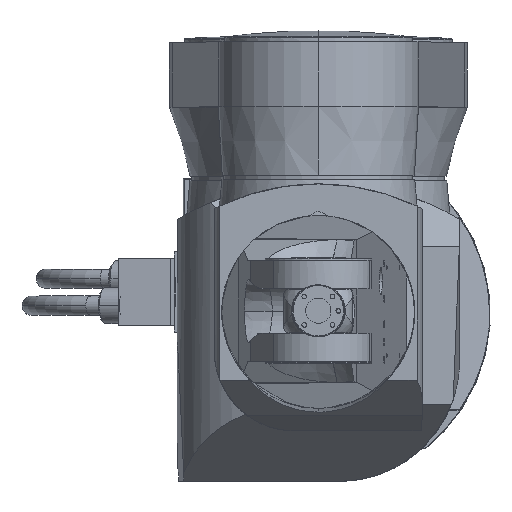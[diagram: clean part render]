
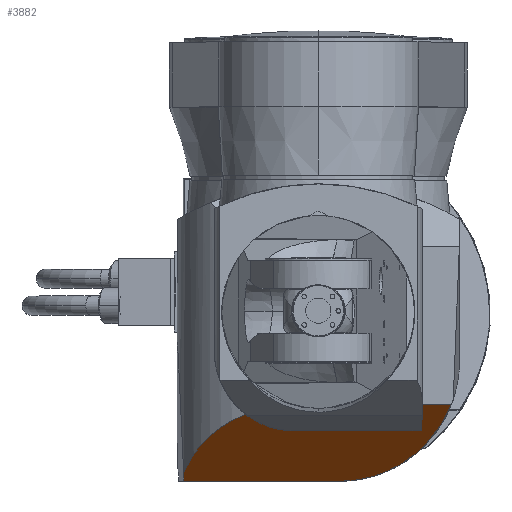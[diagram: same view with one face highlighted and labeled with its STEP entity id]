
A CAD part, top view. The second image highlights one B-rep face of the part: STEP entity #3882.
In plain terms, the highlighted planar face has unit normal (0, -0.766, 0.643).
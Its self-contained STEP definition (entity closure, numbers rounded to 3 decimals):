
#3842=AXIS2_PLACEMENT_3D('Plane Axis2P3D',#3839,#3840,#3841) ;
#3623=CARTESIAN_POINT('Vertex',(-26.25,-114.239,175.)) ;
#3626=CARTESIAN_POINT('Line Origine',(69.925,-114.239,175.)) ;
#3630=CARTESIAN_POINT('Vertex',(166.1,-114.239,175.)) ;
#3792=CARTESIAN_POINT('Vertex',(-168.179,-199.374,73.54)) ;
#3796=CARTESIAN_POINT('Control Point',(-168.179,-199.374,73.54)) ;
#3797=CARTESIAN_POINT('Control Point',(-164.844,-191.191,83.292)) ;
#3798=CARTESIAN_POINT('Control Point',(-160.657,-183.213,92.799)) ;
#3799=CARTESIAN_POINT('Control Point',(-155.629,-175.508,101.982)) ;
#3800=CARTESIAN_POINT('Control Point',(-143.934,-160.808,119.501)) ;
#3801=CARTESIAN_POINT('Control Point',(-129.144,-147.863,134.929)) ;
#3802=CARTESIAN_POINT('Control Point',(-121.021,-141.912,142.02)) ;
#3803=CARTESIAN_POINT('Control Point',(-99.454,-128.793,157.656)) ;
#3804=CARTESIAN_POINT('Control Point',(-74.441,-119.762,168.418)) ;
#3805=CARTESIAN_POINT('Control Point',(-58.701,-116.08,172.806)) ;
#3806=CARTESIAN_POINT('Control Point',(-42.475,-114.239,175.)) ;
#3807=CARTESIAN_POINT('Control Point',(-26.25,-114.239,175.)) ;
#3839=CARTESIAN_POINT('Axis2P3D Location',(-200.,-33.008,271.808)) ;
#3844=CARTESIAN_POINT('Line Origine',(-168.179,-204.687,67.208)) ;
#3848=CARTESIAN_POINT('Vertex',(-168.179,-210.,60.877)) ;
#3851=CARTESIAN_POINT('Line Origine',(-70.965,-210.,60.877)) ;
#3855=CARTESIAN_POINT('Vertex',(26.25,-210.,60.877)) ;
#3859=CARTESIAN_POINT('Control Point',(166.1,-114.239,175.)) ;
#3860=CARTESIAN_POINT('Control Point',(161.859,-125.175,161.967)) ;
#3861=CARTESIAN_POINT('Control Point',(156.514,-135.787,149.32)) ;
#3862=CARTESIAN_POINT('Control Point',(150.069,-145.955,137.202)) ;
#3863=CARTESIAN_POINT('Control Point',(136.212,-163.593,116.182)) ;
#3864=CARTESIAN_POINT('Control Point',(118.88,-178.685,98.197)) ;
#3865=CARTESIAN_POINT('Control Point',(110.266,-184.955,90.724)) ;
#3866=CARTESIAN_POINT('Control Point',(91.929,-195.928,77.647)) ;
#3867=CARTESIAN_POINT('Control Point',(71.51,-203.624,68.475)) ;
#3868=CARTESIAN_POINT('Control Point',(60.971,-206.543,64.997)) ;
#3869=CARTESIAN_POINT('Control Point',(47.596,-208.949,62.129)) ;
#3870=CARTESIAN_POINT('Control Point',(34.047,-209.831,61.078)) ;
#3871=CARTESIAN_POINT('Control Point',(31.448,-209.944,60.944)) ;
#3872=CARTESIAN_POINT('Control Point',(28.849,-210.,60.877)) ;
#3873=CARTESIAN_POINT('Control Point',(26.25,-210.,60.877)) ;
#3627=DIRECTION('Vector Direction',(1.,0.,0.)) ;
#3840=DIRECTION('Axis2P3D Direction',(0.,-0.766,0.643)) ;
#3841=DIRECTION('Axis2P3D XDirection',(-1.,0.,0.)) ;
#3845=DIRECTION('Vector Direction',(0.,-0.643,-0.766)) ;
#3852=DIRECTION('Vector Direction',(1.,0.,0.)) ;
#3628=VECTOR('Line Direction',#3627,1.) ;
#3846=VECTOR('Line Direction',#3845,1.) ;
#3853=VECTOR('Line Direction',#3852,1.) ;
#3876=ORIENTED_EDGE('',*,*,#3850,.T.) ;
#3877=ORIENTED_EDGE('',*,*,#3857,.T.) ;
#3878=ORIENTED_EDGE('',*,*,#3874,.F.) ;
#3879=ORIENTED_EDGE('',*,*,#3632,.F.) ;
#3880=ORIENTED_EDGE('',*,*,#3808,.F.) ;
#3882=ADVANCED_FACE('Corps \X2\00E9\X0\paule',(#3881),#3843,.T.) ;
#3795=B_SPLINE_CURVE_WITH_KNOTS('',5,(#3796,#3797,#3798,#3799,#3800,#3801,#3802,#3803,#3804,#3805,#3806,#3807),.UNSPECIFIED.,.F.,.U.,(6,3,3,6),(0.,107.291,214.582,370.719),.UNSPECIFIED.) ;
#3858=B_SPLINE_CURVE_WITH_KNOTS('',5,(#3859,#3860,#3861,#3862,#3863,#3864,#3865,#3866,#3867,#3868,#3869,#3870,#3871,#3872,#3873),.UNSPECIFIED.,.F.,.U.,(6,3,3,3,6),(0.,139.466,256.851,372.317,399.639),.UNSPECIFIED.) ;
#3632=EDGE_CURVE('',#3624,#3631,#3629,.T.) ;
#3808=EDGE_CURVE('',#3793,#3624,#3795,.T.) ;
#3850=EDGE_CURVE('',#3793,#3849,#3847,.T.) ;
#3857=EDGE_CURVE('',#3849,#3856,#3854,.T.) ;
#3874=EDGE_CURVE('',#3631,#3856,#3858,.T.) ;
#3875=EDGE_LOOP('',(#3876,#3877,#3878,#3879,#3880)) ;
#3881=FACE_OUTER_BOUND('',#3875,.T.) ;
#3629=LINE('Line',#3626,#3628) ;
#3847=LINE('Line',#3844,#3846) ;
#3854=LINE('Line',#3851,#3853) ;
#3843=PLANE('Plane',#3842) ;
#3624=VERTEX_POINT('',#3623) ;
#3631=VERTEX_POINT('',#3630) ;
#3793=VERTEX_POINT('',#3792) ;
#3849=VERTEX_POINT('',#3848) ;
#3856=VERTEX_POINT('',#3855) ;
